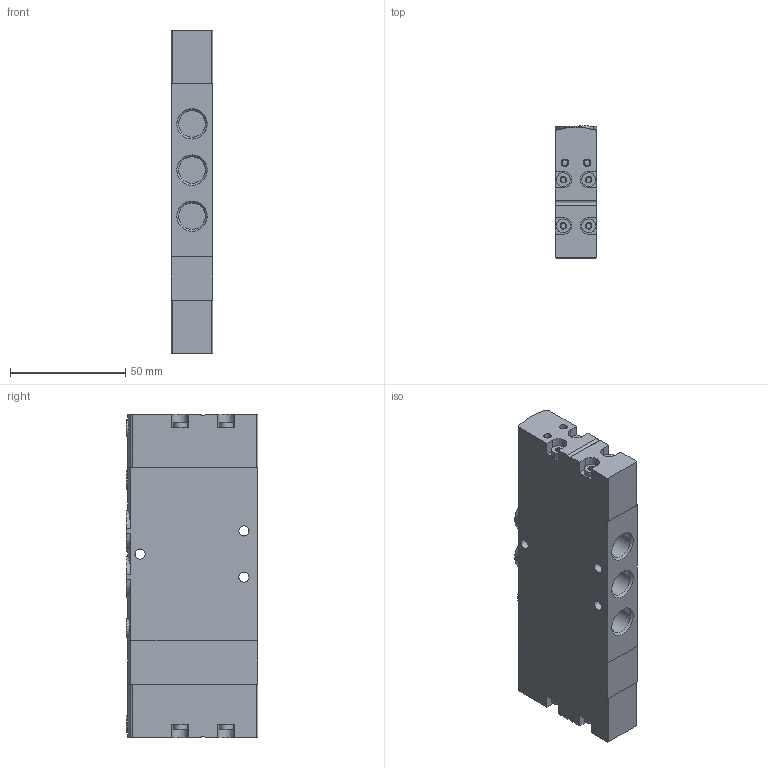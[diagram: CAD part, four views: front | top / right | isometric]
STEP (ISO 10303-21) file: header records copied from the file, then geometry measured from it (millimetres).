
FILE_DESCRIPTION(/* description */ ('STEP AP214'),/* implementation_level */ '2;1');
FILE_NAME(/* name */ '550162_CPE18-P1-5_3BS-1_4',/* time_stamp */ '2024-08-06T20:50:12+02:00',/* author */ ('License CC BY-ND 4.0'),/* organization */ ('CADENAS'),/* preprocessor_version */ 'ST-DEVELOPER v19.3',/* originating_system */ 'PARTsolutions',/* authorisation */ ' ');
FILE_SCHEMA (('AUTOMOTIVE_DESIGN {1 0 10303 214 3 1 1}'));
Length unit declared in the file: millimetre
Products named in the file (4): 550162 CPE18-P1-5/3BS-1/4; CPE18-...-5; CPV18-P1_; CPE18-ZWSTUECK_
Assembly tree (4 placements, depth 2):
  550162 CPE18-P1-5/3BS-1/4
    CPE18-...-5
    CPV18-P1_  x2
    CPE18-ZWSTUECK_
Bounding box: 18 x 57 x 140 mm (x, y, z)
Volume: 131746.7 mm3; surface area: 33259.8 mm2
Topology: 4 solids, 4 shells, 314 faces, 735 edges, 470 vertices
Faces by surface type: cylinder 160, plane 89, cone 65
Full cylindrical faces by diameter (mm): 2.459 x4, 3.2 x8, 4.134 x4, 4.4 x3, 6 x8, 7.5 x2, 8 x2, 11.445 x5
Entity records: 5189 total; most frequent: CARTESIAN_POINT 1136, DIRECTION 828, ORIENTED_EDGE 756, EDGE_CURVE 378, AXIS2_PLACEMENT_3D 343, VERTEX_POINT 264, EDGE_LOOP 248, FACE_BOUND 248
